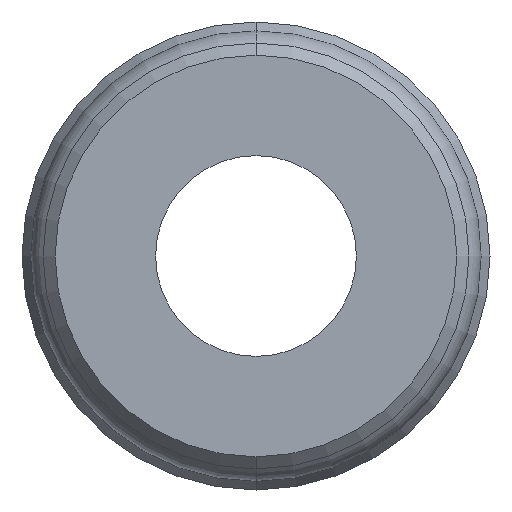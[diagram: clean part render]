
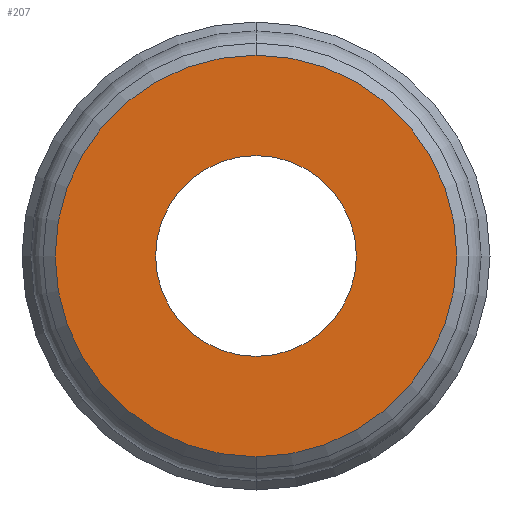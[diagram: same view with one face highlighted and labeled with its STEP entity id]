
A CAD part, front view. The second image highlights one B-rep face of the part: STEP entity #207.
In plain terms, the highlighted planar face has unit normal (0, -1, 0).
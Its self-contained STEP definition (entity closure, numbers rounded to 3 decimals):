
#33 = VERTEX_POINT ( 'NONE', #732 ) ;
#41 = EDGE_CURVE ( 'NONE', #33, #142, #668, .T. ) ;
#142 = VERTEX_POINT ( 'NONE', #775 ) ;
#207 = ADVANCED_FACE ( 'NONE', ( #1083, #1077 ), #1076, .T. ) ;
#208 = EDGE_LOOP ( 'NONE', ( #209, #211 ) ) ;
#209 = ORIENTED_EDGE ( 'NONE', *, *, #210, .T. ) ;
#210 = EDGE_CURVE ( 'NONE', #142, #33, #1123, .T. ) ;
#211 = ORIENTED_EDGE ( 'NONE', *, *, #41, .T. ) ;
#212 = EDGE_LOOP ( 'NONE', ( #213, #215 ) ) ;
#213 = ORIENTED_EDGE ( 'NONE', *, *, #214, .T. ) ;
#214 = EDGE_CURVE ( 'NONE', #268, #230, #1118, .T. ) ;
#215 = ORIENTED_EDGE ( 'NONE', *, *, #267, .T. ) ;
#230 = VERTEX_POINT ( 'NONE', #992 ) ;
#267 = EDGE_CURVE ( 'NONE', #230, #268, #1057, .T. ) ;
#268 = VERTEX_POINT ( 'NONE', #985 ) ;
#664 = DIRECTION ( 'NONE',  ( 0., 0., 1. ) ) ;
#665 = DIRECTION ( 'NONE',  ( 0., 1., 0. ) ) ;
#666 = CARTESIAN_POINT ( 'NONE',  ( 0., 0., 0. ) ) ;
#667 = AXIS2_PLACEMENT_3D ( 'NONE', #666, #665, #664 ) ;
#668 = CIRCLE ( 'NONE', #667, 2.5 ) ;
#732 = CARTESIAN_POINT ( 'NONE',  ( 0., 0., -2.5 ) ) ;
#775 = CARTESIAN_POINT ( 'NONE',  ( 0., 0., 2.5 ) ) ;
#985 = CARTESIAN_POINT ( 'NONE',  ( 0., 0., 5. ) ) ;
#986 = DIRECTION ( 'NONE',  ( 0., 0., -1. ) ) ;
#987 = DIRECTION ( 'NONE',  ( 0., -1., 0. ) ) ;
#988 = CARTESIAN_POINT ( 'NONE',  ( 0., 0., 0. ) ) ;
#989 = AXIS2_PLACEMENT_3D ( 'NONE', #988, #987, #986 ) ;
#992 = CARTESIAN_POINT ( 'NONE',  ( 0., 0., -5. ) ) ;
#1057 = CIRCLE ( 'NONE', #989, 5. ) ;
#1075 = AXIS2_PLACEMENT_3D ( 'NONE', #1126, #1125, #1124 ) ;
#1076 = PLANE ( 'NONE',  #1075 ) ;
#1077 = FACE_OUTER_BOUND ( 'NONE', #212, .T. ) ;
#1083 = FACE_BOUND ( 'NONE', #208, .T. ) ;
#1114 = DIRECTION ( 'NONE',  ( 0., 0., -1. ) ) ;
#1115 = DIRECTION ( 'NONE',  ( 0., -1., 0. ) ) ;
#1116 = CARTESIAN_POINT ( 'NONE',  ( 0., 0., 0. ) ) ;
#1117 = AXIS2_PLACEMENT_3D ( 'NONE', #1116, #1115, #1114 ) ;
#1118 = CIRCLE ( 'NONE', #1117, 5. ) ;
#1119 = DIRECTION ( 'NONE',  ( 0., 0., 1. ) ) ;
#1120 = DIRECTION ( 'NONE',  ( 0., 1., 0. ) ) ;
#1121 = CARTESIAN_POINT ( 'NONE',  ( 0., 0., 0. ) ) ;
#1122 = AXIS2_PLACEMENT_3D ( 'NONE', #1121, #1120, #1119 ) ;
#1123 = CIRCLE ( 'NONE', #1122, 2.5 ) ;
#1124 = DIRECTION ( 'NONE',  ( 0., 0., -1. ) ) ;
#1125 = DIRECTION ( 'NONE',  ( 0., -1., 0. ) ) ;
#1126 = CARTESIAN_POINT ( 'NONE',  ( 5., 0., 0. ) ) ;
